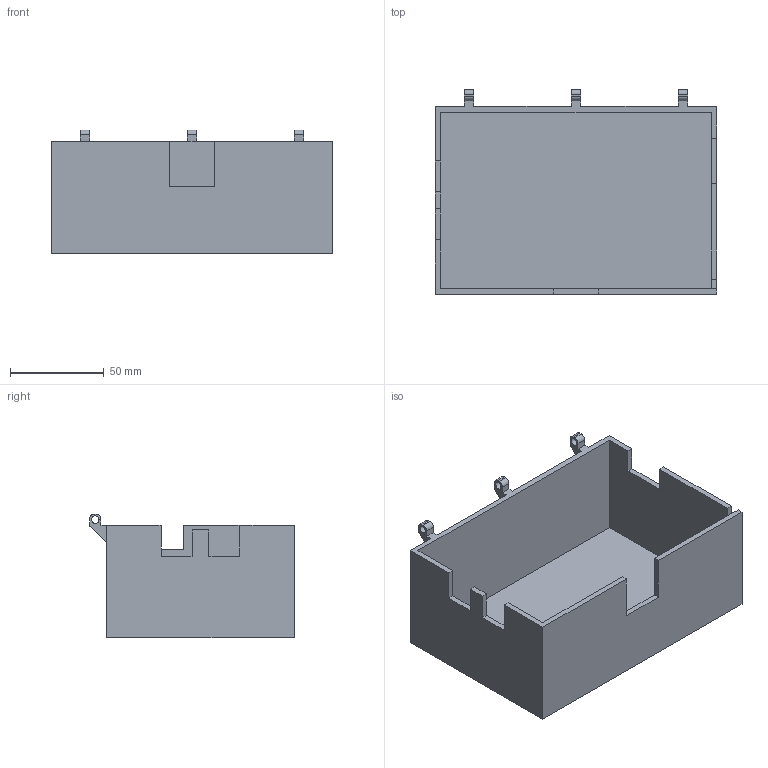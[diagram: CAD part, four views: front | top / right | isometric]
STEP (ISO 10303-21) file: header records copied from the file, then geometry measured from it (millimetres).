
FILE_DESCRIPTION(/* description */ (''),/* implementation_level */ '2;1');
FILE_NAME(/* name */ '',/* time_stamp */ '2025-05-27T14:06:50+08:00',/* author */ (''),/* organization */ (''),/* preprocessor_version */ 'ST-DEVELOPER v20.1',/* originating_system */ 'Autodesk Translation Framework v14.4.0.0',/* authorisation */ '');
FILE_SCHEMA (('AUTOMOTIVE_DESIGN { 1 0 10303 214 3 1 1 }'));
Length unit declared in the file: millimetre
Products named in the file (1): 2025-05-27-14-06-50-702
Bounding box: 150 x 109 x 66 mm (x, y, z)
Volume: 124899.2 mm3; surface area: 85500.2 mm2
Topology: 1 solids, 1 shells, 59 faces, 171 edges, 114 vertices
Faces by surface type: plane 47, cylinder 12
Full cylindrical faces by diameter (mm): 4 x3
Entity records: 1974 total; most frequent: CARTESIAN_POINT 345, ORIENTED_EDGE 342, DIRECTION 315, EDGE_CURVE 171, LINE 147, VECTOR 147, VERTEX_POINT 114, AXIS2_PLACEMENT_3D 84
